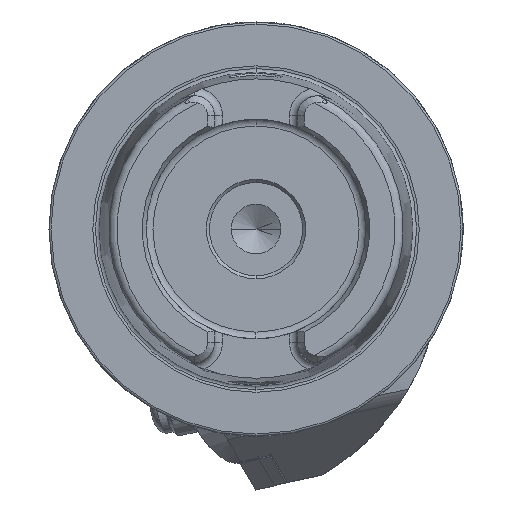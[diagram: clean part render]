
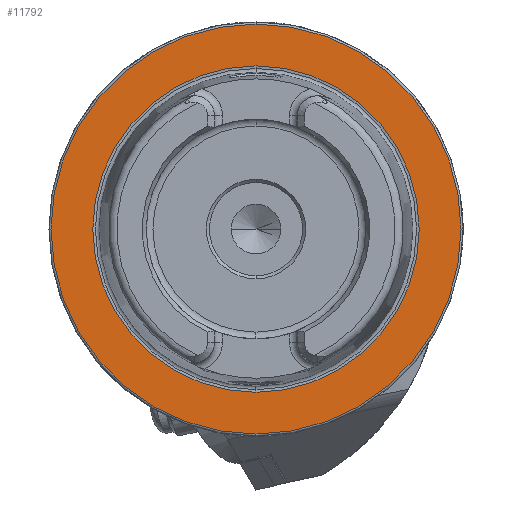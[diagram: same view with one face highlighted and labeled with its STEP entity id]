
A CAD part, left-side view. The second image highlights one B-rep face of the part: STEP entity #11792.
In plain terms, the highlighted planar face has unit normal (-1, 0, 0).
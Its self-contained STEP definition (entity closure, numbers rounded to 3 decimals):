
#259 = ORIENTED_EDGE ( 'NONE', *, *, #15870, .F. ) ;
#954 = CARTESIAN_POINT ( 'NONE',  ( 0., 0., 0. ) ) ;
#955 = DIRECTION ( 'NONE',  ( -1., 0., 0. ) ) ;
#956 = DIRECTION ( 'NONE',  ( 0., 0., 1. ) ) ;
#1508 = CARTESIAN_POINT ( 'NONE',  ( 0., 0., 0. ) ) ;
#1509 = DIRECTION ( 'NONE',  ( -1., 0., 0. ) ) ;
#1510 = DIRECTION ( 'NONE',  ( 0., 0., 1. ) ) ;
#1511 = CARTESIAN_POINT ( 'NONE',  ( 0., 0., 0. ) ) ;
#1512 = DIRECTION ( 'NONE',  ( -1., 0., 0. ) ) ;
#1513 = DIRECTION ( 'NONE',  ( 0., 0., 1. ) ) ;
#1997 = CARTESIAN_POINT ( 'NONE',  ( 0., 49.5, 0. ) ) ;
#2040 = DIRECTION ( 'NONE',  ( 0., 0., -1. ) ) ;
#2041 = DIRECTION ( 'NONE',  ( 1., 0., 0. ) ) ;
#2043 = PLANE ( 'NONE',  #10164 ) ;
#2165 = CIRCLE ( 'NONE', #9534, 49.5 ) ;
#5868 = CIRCLE ( 'NONE', #9417, 39.405 ) ;
#6030 = CIRCLE ( 'NONE', #9475, 39.405 ) ;
#6035 = CIRCLE ( 'NONE', #9474, 49.5 ) ;
#6231 = CARTESIAN_POINT ( 'NONE',  ( 0., 0., 39.405 ) ) ;
#6748 = EDGE_LOOP ( 'NONE', ( #14823, #14825 ) ) ;
#6818 = EDGE_LOOP ( 'NONE', ( #259, #14855 ) ) ;
#9417 = AXIS2_PLACEMENT_3D ( 'NONE', #954, #955, #956 ) ;
#9474 = AXIS2_PLACEMENT_3D ( 'NONE', #1508, #1509, #1510 ) ;
#9475 = AXIS2_PLACEMENT_3D ( 'NONE', #1511, #1512, #1513 ) ;
#9534 = AXIS2_PLACEMENT_3D ( 'NONE', #16494, #16495, #16496 ) ;
#10164 = AXIS2_PLACEMENT_3D ( 'NONE', #1997, #2041, #2040 ) ;
#10755 = FACE_BOUND ( 'NONE', #6818, .T. ) ;
#10761 = FACE_OUTER_BOUND ( 'NONE', #6748, .T. ) ;
#11529 = VERTEX_POINT ( 'NONE', #12503 ) ;
#11688 = VERTEX_POINT ( 'NONE', #6231 ) ;
#11792 = ADVANCED_FACE ( 'NONE', ( #10755, #10761 ), #2043, .F. ) ;
#12252 = VERTEX_POINT ( 'NONE', #13044 ) ;
#12266 = VERTEX_POINT ( 'NONE', #13090 ) ;
#12503 = CARTESIAN_POINT ( 'NONE',  ( 0., 0., -39.405 ) ) ;
#13044 = CARTESIAN_POINT ( 'NONE',  ( 0., 0., -49.5 ) ) ;
#13090 = CARTESIAN_POINT ( 'NONE',  ( 0., 0., 49.5 ) ) ;
#14823 = ORIENTED_EDGE ( 'NONE', *, *, #17162, .T. ) ;
#14825 = ORIENTED_EDGE ( 'NONE', *, *, #15869, .T. ) ;
#14855 = ORIENTED_EDGE ( 'NONE', *, *, #15580, .F. ) ;
#15580 = EDGE_CURVE ( 'NONE', #11529, #11688, #5868, .T. ) ;
#15869 = EDGE_CURVE ( 'NONE', #12252, #12266, #6035, .T. ) ;
#15870 = EDGE_CURVE ( 'NONE', #11688, #11529, #6030, .T. ) ;
#16494 = CARTESIAN_POINT ( 'NONE',  ( 0., 0., 0. ) ) ;
#16495 = DIRECTION ( 'NONE',  ( -1., 0., 0. ) ) ;
#16496 = DIRECTION ( 'NONE',  ( 0., 0., 1. ) ) ;
#17162 = EDGE_CURVE ( 'NONE', #12266, #12252, #2165, .T. ) ;
